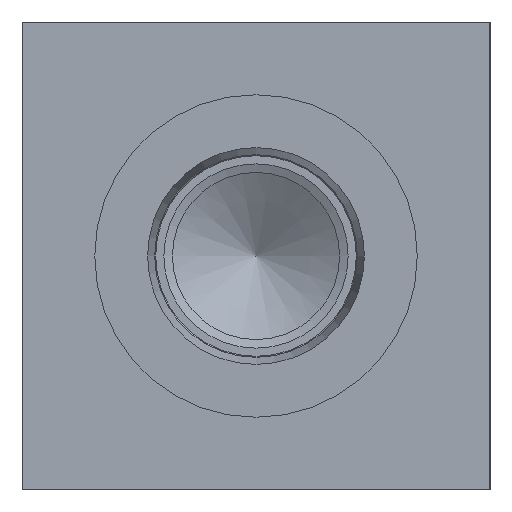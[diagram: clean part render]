
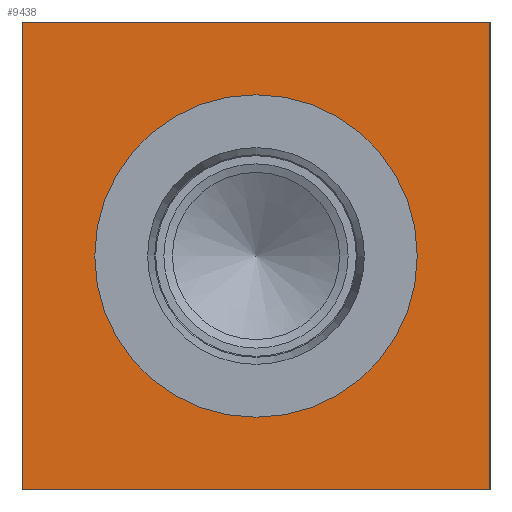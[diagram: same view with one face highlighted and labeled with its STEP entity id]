
A CAD part, left-side view. The second image highlights one B-rep face of the part: STEP entity #9438.
In plain terms, the highlighted planar face has unit normal (-1, 0, 0).
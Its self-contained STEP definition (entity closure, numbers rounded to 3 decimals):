
#446=CIRCLE('',#10116,15.316);
#447=CIRCLE('',#10117,15.316);
#522=FACE_BOUND('',#1820,.T.);
#769=PLANE('',#10130);
#1261=FACE_OUTER_BOUND('',#1819,.T.);
#1819=EDGE_LOOP('',(#8472,#8473,#8474,#8475));
#1820=EDGE_LOOP('',(#8476,#8477));
#2105=LINE('',#14690,#2892);
#2621=LINE('',#16510,#3408);
#2622=LINE('',#16511,#3409);
#2623=LINE('',#16512,#3410);
#2892=VECTOR('',#10523,10.);
#3408=VECTOR('',#12263,10.);
#3409=VECTOR('',#12264,10.);
#3410=VECTOR('',#12265,10.);
#3972=VERTEX_POINT('',#14683);
#3975=VERTEX_POINT('',#14688);
#4528=VERTEX_POINT('',#16479);
#4529=VERTEX_POINT('',#16480);
#4538=VERTEX_POINT('',#16508);
#4539=VERTEX_POINT('',#16509);
#5025=EDGE_CURVE('',#3975,#3972,#2105,.T.);
#5847=EDGE_CURVE('',#4528,#4529,#446,.T.);
#5848=EDGE_CURVE('',#4529,#4528,#447,.T.);
#5861=EDGE_CURVE('',#4538,#4539,#2621,.T.);
#5862=EDGE_CURVE('',#4539,#3972,#2622,.T.);
#5863=EDGE_CURVE('',#4538,#3975,#2623,.T.);
#8472=ORIENTED_EDGE('',*,*,#5861,.T.);
#8473=ORIENTED_EDGE('',*,*,#5862,.T.);
#8474=ORIENTED_EDGE('',*,*,#5025,.F.);
#8475=ORIENTED_EDGE('',*,*,#5863,.F.);
#8476=ORIENTED_EDGE('',*,*,#5847,.T.);
#8477=ORIENTED_EDGE('',*,*,#5848,.T.);
#9438=ADVANCED_FACE('',(#1261,#522),#769,.T.);
#10116=AXIS2_PLACEMENT_3D('',#16481,#12229,#12230);
#10117=AXIS2_PLACEMENT_3D('',#16482,#12231,#12232);
#10130=AXIS2_PLACEMENT_3D('',#16507,#12261,#12262);
#10523=DIRECTION('',(0.,-1.,0.));
#12229=DIRECTION('center_axis',(1.,0.,0.));
#12230=DIRECTION('ref_axis',(0.,0.,1.));
#12231=DIRECTION('center_axis',(1.,0.,0.));
#12232=DIRECTION('ref_axis',(0.,0.,1.));
#12261=DIRECTION('center_axis',(-1.,0.,0.));
#12262=DIRECTION('ref_axis',(0.,-1.,0.));
#12263=DIRECTION('',(0.,-1.,0.));
#12264=DIRECTION('',(0.,0.,1.));
#12265=DIRECTION('',(0.,0.,1.));
#14683=CARTESIAN_POINT('',(0.,0.,44.45));
#14688=CARTESIAN_POINT('',(0.,44.45,44.45));
#14690=CARTESIAN_POINT('',(0.,44.45,44.45));
#16479=CARTESIAN_POINT('',(0.,22.225,37.541));
#16480=CARTESIAN_POINT('',(0.,22.225,6.909));
#16481=CARTESIAN_POINT('Origin',(0.,22.225,22.225));
#16482=CARTESIAN_POINT('Origin',(0.,22.225,22.225));
#16507=CARTESIAN_POINT('Origin',(0.,44.45,0.));
#16508=CARTESIAN_POINT('',(0.,44.45,0.));
#16509=CARTESIAN_POINT('',(0.,0.,0.));
#16510=CARTESIAN_POINT('',(0.,44.45,0.));
#16511=CARTESIAN_POINT('',(0.,0.,0.));
#16512=CARTESIAN_POINT('',(0.,44.45,0.));
